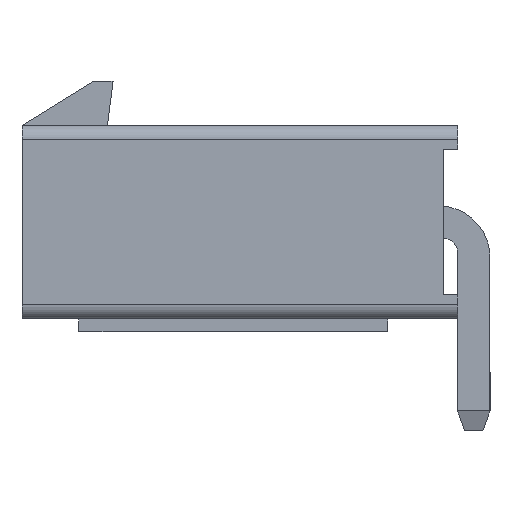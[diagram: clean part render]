
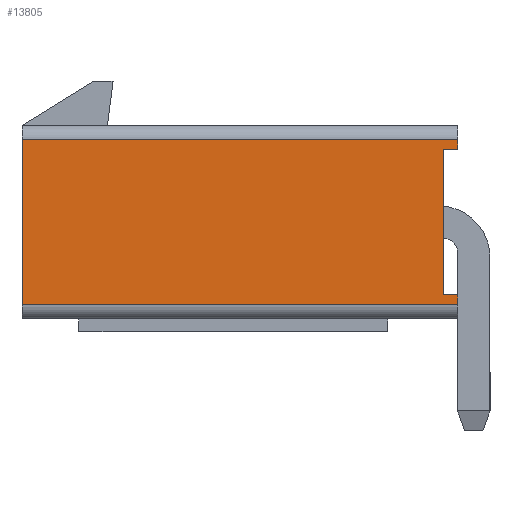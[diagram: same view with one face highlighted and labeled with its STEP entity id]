
A CAD part, left-side view. The second image highlights one B-rep face of the part: STEP entity #13805.
In plain terms, the highlighted face is planar.
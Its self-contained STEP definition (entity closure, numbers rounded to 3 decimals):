
#746=ORIENTED_EDGE('',*,*,#3281,.F.);
#747=ORIENTED_EDGE('',*,*,#3441,.T.);
#748=ORIENTED_EDGE('',*,*,#3442,.T.);
#749=ORIENTED_EDGE('',*,*,#3443,.T.);
#750=ORIENTED_EDGE('',*,*,#3330,.T.);
#751=ORIENTED_EDGE('',*,*,#3322,.T.);
#752=ORIENTED_EDGE('',*,*,#3319,.T.);
#753=ORIENTED_EDGE('',*,*,#3444,.F.);
#3281=EDGE_CURVE('',#4673,#4674,#5544,.T.);
#3319=EDGE_CURVE('',#4698,#4697,#5578,.T.);
#3322=EDGE_CURVE('',#4699,#4698,#5579,.T.);
#3330=EDGE_CURVE('',#4707,#4699,#5587,.T.);
#3441=EDGE_CURVE('',#4673,#4782,#5690,.T.);
#3442=EDGE_CURVE('',#4782,#4783,#5691,.T.);
#3443=EDGE_CURVE('',#4783,#4707,#5692,.T.);
#3444=EDGE_CURVE('',#4674,#4697,#5693,.T.);
#4673=VERTEX_POINT('',#18232);
#4674=VERTEX_POINT('',#18234);
#4697=VERTEX_POINT('',#18304);
#4698=VERTEX_POINT('',#18306);
#4699=VERTEX_POINT('',#18310);
#4707=VERTEX_POINT('',#18328);
#4782=VERTEX_POINT('',#18545);
#4783=VERTEX_POINT('',#18549);
#5544=LINE('',#18233,#6855);
#5578=LINE('',#18305,#6889);
#5579=LINE('',#18311,#6890);
#5587=LINE('',#18327,#6898);
#5690=LINE('',#18546,#7001);
#5691=LINE('',#18548,#7002);
#5692=LINE('',#18550,#7003);
#5693=LINE('',#18551,#7004);
#6855=VECTOR('',#15350,1000.);
#6889=VECTOR('',#15412,1000.);
#6890=VECTOR('',#15419,1000.);
#6898=VECTOR('',#15429,1000.);
#7001=VECTOR('',#15612,1000.);
#7002=VECTOR('',#15615,1000.);
#7003=VECTOR('',#15616,1000.);
#7004=VECTOR('',#15617,1000.);
#8017=EDGE_LOOP('',(#746,#747,#748,#749,#750,#751,#752,#753));
#8636=FACE_BOUND('',#8017,.T.);
#9215=PLANE('',#14435);
#13805=ADVANCED_FACE('',(#8636),#9215,.T.);
#14435=AXIS2_PLACEMENT_3D('',#18547,#15613,#15614);
#15350=DIRECTION('',(0.,0.,-1.));
#15412=DIRECTION('',(0.,0.,1.));
#15419=DIRECTION('',(0.,1.,0.));
#15429=DIRECTION('',(0.,0.,-1.));
#15612=DIRECTION('',(0.,1.,0.));
#15613=DIRECTION('',(1.,0.,0.));
#15614=DIRECTION('',(0.,1.,0.));
#15615=DIRECTION('',(0.,0.,1.));
#15616=DIRECTION('',(0.,-1.,0.));
#15617=DIRECTION('',(0.,1.,0.));
#18232=CARTESIAN_POINT('',(23.125,7.15,2.55));
#18233=CARTESIAN_POINT('',(23.125,7.15,2.55));
#18234=CARTESIAN_POINT('',(23.125,7.15,-2.55));
#18304=CARTESIAN_POINT('',(23.125,7.65,-2.55));
#18305=CARTESIAN_POINT('',(23.125,7.65,-3.4));
#18306=CARTESIAN_POINT('',(23.125,7.65,-2.9));
#18310=CARTESIAN_POINT('',(23.125,-7.65,-2.9));
#18311=CARTESIAN_POINT('',(23.125,7.65,-2.9));
#18327=CARTESIAN_POINT('',(23.125,-7.65,3.4));
#18328=CARTESIAN_POINT('',(23.125,-7.65,2.9));
#18545=CARTESIAN_POINT('',(23.125,7.65,2.55));
#18546=CARTESIAN_POINT('',(23.125,7.15,2.55));
#18547=CARTESIAN_POINT('',(23.125,0.,0.));
#18548=CARTESIAN_POINT('',(23.125,7.65,-3.4));
#18549=CARTESIAN_POINT('',(23.125,7.65,2.9));
#18550=CARTESIAN_POINT('',(23.125,-7.65,2.9));
#18551=CARTESIAN_POINT('',(23.125,7.15,-2.55));
